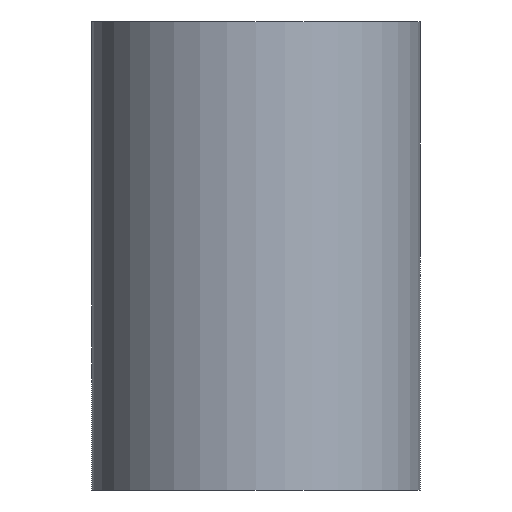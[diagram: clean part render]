
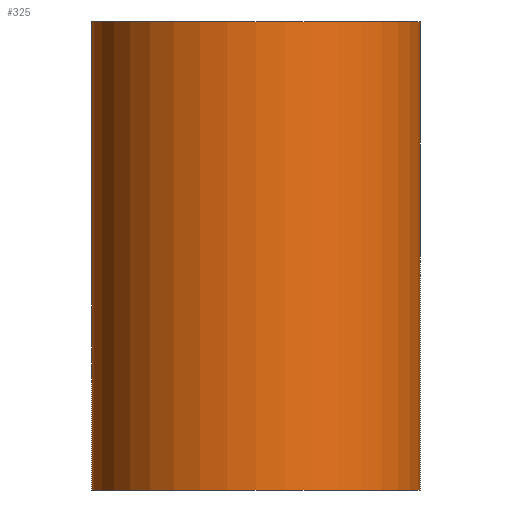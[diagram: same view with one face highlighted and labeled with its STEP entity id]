
A CAD part, front view. The second image highlights one B-rep face of the part: STEP entity #325.
In plain terms, the highlighted cylindrical face has radius 5.575 mm (diameter 11.151 mm), a partial arc.
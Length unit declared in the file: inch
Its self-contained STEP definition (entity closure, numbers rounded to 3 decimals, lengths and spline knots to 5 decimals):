
#16 = CARTESIAN_POINT ( 'NONE',  ( 0.1875, -0.7175, 0.3125 ) ) ;
#24 = DIRECTION ( 'NONE',  ( 0., 0., -1. ) ) ;
#36 = VERTEX_POINT ( 'NONE', #63 ) ;
#50 = AXIS2_PLACEMENT_3D ( 'NONE', #470, #478, #506 ) ;
#55 = CIRCLE ( 'NONE', #455, 0.2195 ) ;
#61 = ORIENTED_EDGE ( 'NONE', *, *, #232, .T. ) ;
#63 = CARTESIAN_POINT ( 'NONE',  ( 0.1875, -0.7175, -0.3125 ) ) ;
#84 = EDGE_LOOP ( 'NONE', ( #473, #187, #61, #377 ) ) ;
#126 = CARTESIAN_POINT ( 'NONE',  ( -0.032, -0.937, -0.3125 ) ) ;
#158 = VERTEX_POINT ( 'NONE', #313 ) ;
#162 = DIRECTION ( 'NONE',  ( 0., 0., -1. ) ) ;
#187 = ORIENTED_EDGE ( 'NONE', *, *, #466, .F. ) ;
#198 = VECTOR ( 'NONE', #530, 39.37008 ) ;
#207 = DIRECTION ( 'NONE',  ( 1., 0., 0. ) ) ;
#230 = CARTESIAN_POINT ( 'NONE',  ( -0.032, -0.937, 0.3125 ) ) ;
#232 = EDGE_CURVE ( 'NONE', #255, #158, #55, .T. ) ;
#247 = DIRECTION ( 'NONE',  ( 0., 0., -1. ) ) ;
#255 = VERTEX_POINT ( 'NONE', #16 ) ;
#257 = EDGE_CURVE ( 'NONE', #36, #334, #381, .T. ) ;
#265 = CYLINDRICAL_SURFACE ( 'NONE', #304, 0.2195 ) ;
#304 = AXIS2_PLACEMENT_3D ( 'NONE', #497, #162, #460 ) ;
#305 = VECTOR ( 'NONE', #24, 39.37008 ) ;
#313 = CARTESIAN_POINT ( 'NONE',  ( -0.032, -0.937, 0.3125 ) ) ;
#316 = LINE ( 'NONE', #402, #305 ) ;
#325 = ADVANCED_FACE ( 'NONE', ( #554 ), #265, .T. ) ;
#334 = VERTEX_POINT ( 'NONE', #126 ) ;
#339 = CARTESIAN_POINT ( 'NONE',  ( 0.1875, -0.937, 0.3125 ) ) ;
#377 = ORIENTED_EDGE ( 'NONE', *, *, #458, .T. ) ;
#381 = CIRCLE ( 'NONE', #50, 0.2195 ) ;
#402 = CARTESIAN_POINT ( 'NONE',  ( 0.1875, -0.7175, 0.3125 ) ) ;
#455 = AXIS2_PLACEMENT_3D ( 'NONE', #339, #247, #207 ) ;
#458 = EDGE_CURVE ( 'NONE', #158, #334, #527, .T. ) ;
#460 = DIRECTION ( 'NONE',  ( -1., 0., 0. ) ) ;
#466 = EDGE_CURVE ( 'NONE', #255, #36, #316, .T. ) ;
#470 = CARTESIAN_POINT ( 'NONE',  ( 0.1875, -0.937, -0.3125 ) ) ;
#473 = ORIENTED_EDGE ( 'NONE', *, *, #257, .F. ) ;
#478 = DIRECTION ( 'NONE',  ( 0., 0., -1. ) ) ;
#497 = CARTESIAN_POINT ( 'NONE',  ( 0.1875, -0.937, 0.3125 ) ) ;
#506 = DIRECTION ( 'NONE',  ( 1., 0., 0. ) ) ;
#527 = LINE ( 'NONE', #230, #198 ) ;
#530 = DIRECTION ( 'NONE',  ( 0., 0., -1. ) ) ;
#554 = FACE_OUTER_BOUND ( 'NONE', #84, .T. ) ;
